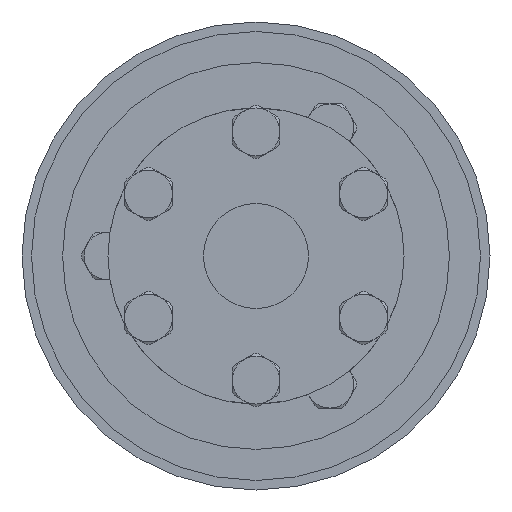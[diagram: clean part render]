
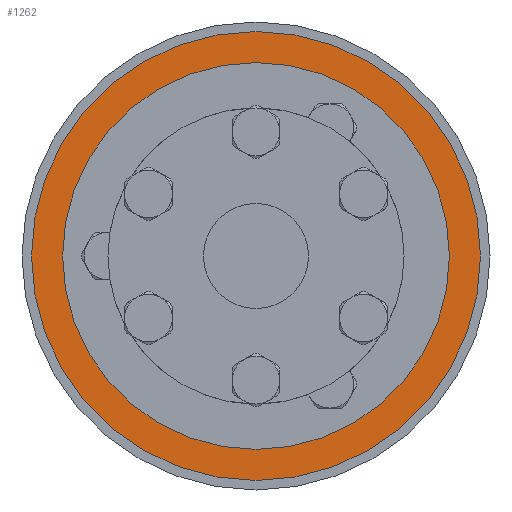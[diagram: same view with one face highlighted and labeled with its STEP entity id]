
A CAD part, left-side view. The second image highlights one B-rep face of the part: STEP entity #1262.
In plain terms, the highlighted planar face has unit normal (-1, 0, 0).
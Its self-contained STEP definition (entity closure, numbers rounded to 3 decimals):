
#1262=ADVANCED_FACE('',(#2560,#2561),#2562,.T.);
#2560=FACE_OUTER_BOUND('',#3894,.T.);
#2561=FACE_BOUND('',#3895,.T.);
#2562=PLANE('',#3896);
#3894=EDGE_LOOP('',(#7572,#7573));
#3895=EDGE_LOOP('',(#7574,#7575));
#3896=AXIS2_PLACEMENT_3D('',#7576,#7577,#7578);
#7572=ORIENTED_EDGE('',*,*,#7934,.F.);
#7573=ORIENTED_EDGE('',*,*,#9210,.F.);
#7574=ORIENTED_EDGE('',*,*,#7941,.T.);
#7575=ORIENTED_EDGE('',*,*,#9207,.T.);
#7576=CARTESIAN_POINT('',(74.0,0.0,43.75));
#7577=DIRECTION('',(-1.0,-0.0,-0.0));
#7578=DIRECTION('',(0.0,0.0,-1.0));
#7934=EDGE_CURVE('',#9503,#9506,#9507,.T.);
#7941=EDGE_CURVE('',#9513,#9517,#9519,.T.);
#9207=EDGE_CURVE('',#9517,#9513,#11329,.T.);
#9210=EDGE_CURVE('',#9506,#9503,#11332,.T.);
#9503=VERTEX_POINT('',#11643);
#9506=VERTEX_POINT('',#11647);
#9507=CIRCLE('',#11648,47.0);
#9513=VERTEX_POINT('',#11655);
#9517=VERTEX_POINT('',#11660);
#9519=CIRCLE('',#11663,40.5);
#11329=CIRCLE('',#15775,40.5);
#11332=CIRCLE('',#15778,47.0);
#11643=CARTESIAN_POINT('',(74.0,0.0,47.0));
#11647=CARTESIAN_POINT('',(74.0,0.,-47.0));
#11648=AXIS2_PLACEMENT_3D('',#16152,#16153,#16154);
#11655=CARTESIAN_POINT('',(74.0,0.0,40.5));
#11660=CARTESIAN_POINT('',(74.0,0.,-40.5));
#11663=AXIS2_PLACEMENT_3D('',#16164,#16165,#16166);
#15775=AXIS2_PLACEMENT_3D('',#17671,#17672,#17673);
#15778=AXIS2_PLACEMENT_3D('',#17677,#17678,#17679);
#16152=CARTESIAN_POINT('',(74.0,0.0,0.0));
#16153=DIRECTION('',(1.0,0.0,-0.0));
#16154=DIRECTION('',(0.0,0.0,1.0));
#16164=CARTESIAN_POINT('',(74.0,0.0,0.0));
#16165=DIRECTION('',(1.0,0.0,-0.0));
#16166=DIRECTION('',(0.0,0.0,1.0));
#17671=CARTESIAN_POINT('',(74.0,0.0,0.0));
#17672=DIRECTION('',(1.0,0.0,-0.0));
#17673=DIRECTION('',(0.0,0.0,1.0));
#17677=CARTESIAN_POINT('',(74.0,0.0,0.0));
#17678=DIRECTION('',(1.0,0.0,-0.0));
#17679=DIRECTION('',(0.0,0.0,1.0));
